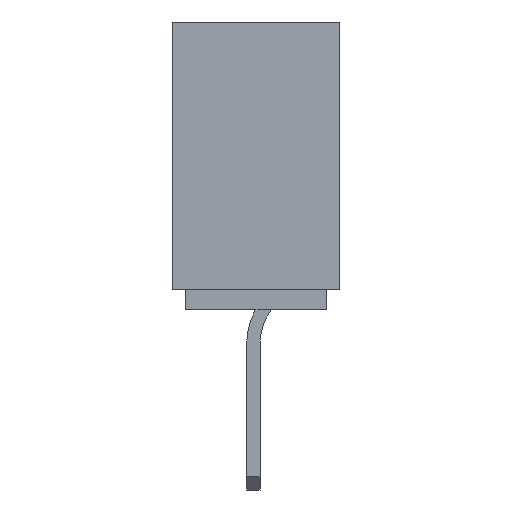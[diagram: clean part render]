
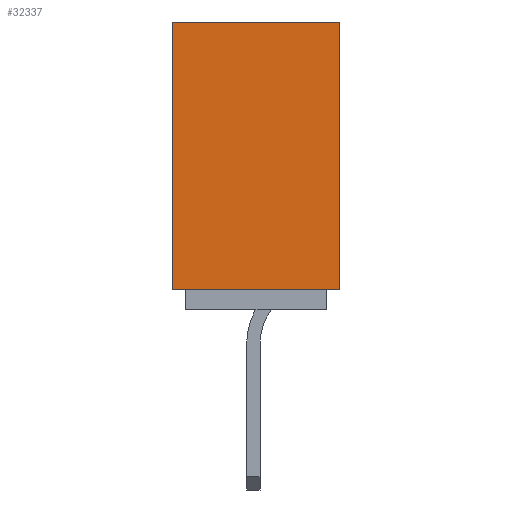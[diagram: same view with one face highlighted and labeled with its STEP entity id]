
A CAD part, left-side view. The second image highlights one B-rep face of the part: STEP entity #32337.
In plain terms, the highlighted planar face has unit normal (-1, 0, 0).
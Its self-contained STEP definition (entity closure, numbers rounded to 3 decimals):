
#10192=ORIENTED_EDGE('',*,*,#15720,.T.);
#10193=ORIENTED_EDGE('',*,*,#15721,.T.);
#10194=ORIENTED_EDGE('',*,*,#15722,.F.);
#10195=ORIENTED_EDGE('',*,*,#15723,.T.);
#15720=EDGE_CURVE('',#18983,#18984,#22240,.T.);
#15721=EDGE_CURVE('',#18984,#18985,#22241,.F.);
#15722=EDGE_CURVE('',#18986,#18985,#22242,.T.);
#15723=EDGE_CURVE('',#18986,#18983,#22243,.T.);
#18983=VERTEX_POINT('',#54344);
#18984=VERTEX_POINT('',#54345);
#18985=VERTEX_POINT('',#54347);
#18986=VERTEX_POINT('',#54349);
#22240=LINE('',#54343,#25704);
#22241=LINE('',#54346,#25705);
#22242=LINE('',#54348,#25706);
#22243=LINE('',#54350,#25707);
#25704=VECTOR('',#43670,1000.);
#25705=VECTOR('',#43671,1000.);
#25706=VECTOR('',#43672,1000.);
#25707=VECTOR('',#43673,1000.);
#27702=EDGE_LOOP('',(#10192,#10193,#10194,#10195));
#29474=FACE_BOUND('',#27702,.T.);
#30606=PLANE('',#35304);
#32337=ADVANCED_FACE('',(#29474),#30606,.F.);
#35304=AXIS2_PLACEMENT_3D('',#54342,#43668,#43669);
#43668=DIRECTION('',(1.,0.,0.));
#43669=DIRECTION('',(0.,0.,-1.));
#43670=DIRECTION('',(0.,0.,-1.));
#43671=DIRECTION('',(0.,1.,0.));
#43672=DIRECTION('',(0.,0.,-1.));
#43673=DIRECTION('',(0.,1.,0.));
#54342=CARTESIAN_POINT('',(-20.25,-1.25,2.15));
#54343=CARTESIAN_POINT('',(-20.25,1.25,2.15));
#54344=CARTESIAN_POINT('',(-20.25,1.25,2.15));
#54345=CARTESIAN_POINT('',(-20.25,1.25,-1.85));
#54346=CARTESIAN_POINT('',(-20.25,-1.25,-1.85));
#54347=CARTESIAN_POINT('',(-20.25,-1.25,-1.85));
#54348=CARTESIAN_POINT('',(-20.25,-1.25,2.15));
#54349=CARTESIAN_POINT('',(-20.25,-1.25,2.15));
#54350=CARTESIAN_POINT('',(-20.25,-1.25,2.15));
